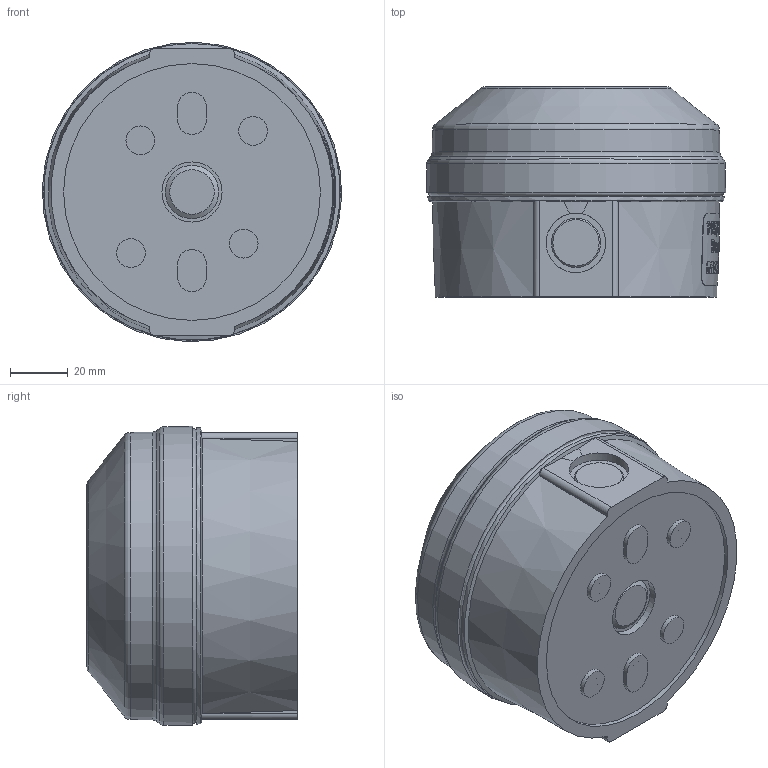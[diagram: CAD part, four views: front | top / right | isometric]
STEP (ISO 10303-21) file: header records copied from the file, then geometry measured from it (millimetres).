
FILE_DESCRIPTION (( 'STEP AP214' ), '1' );
FILE_NAME ('Moflash 195-197 Series DB.STEP', '2016-03-14T09:43:17', ( '' ), ( '' ), 'SwSTEP 2.0', 'SolidWorks 2015', '' );
FILE_SCHEMA (( 'AUTOMOTIVE_DESIGN' ));
Length unit declared in the file: millimetre
Products named in the file (1): Moflash 195-197 Series DB
Bounding box: 103.96 x 73.03 x 103.96 mm (x, y, z)
Volume: 100404.7 mm3; surface area: 84094.9 mm2
Topology: 3 solids, 3 shells, 945 faces, 2564 edges, 1703 vertices
Faces by surface type: plane 473, bspline 195, torus 130, cone 107, cylinder 40
Full cylindrical faces by diameter (mm): 1.6 x2, 4.4 x4, 10 x8, 20.7 x2, 20.9 x1, 89.2 x1, 98 x1, 103 x1
Entity records: 50615 total; most frequent: CARTESIAN_POINT 19273, ORIENTED_EDGE 4874, DIRECTION 3272, EDGE_CURVE 2437, VERTEX_POINT 1661, AXIS2_PLACEMENT_3D 1176, EDGE_LOOP 1108, B_SPLINE_CURVE_WITH_KNOTS 1092
